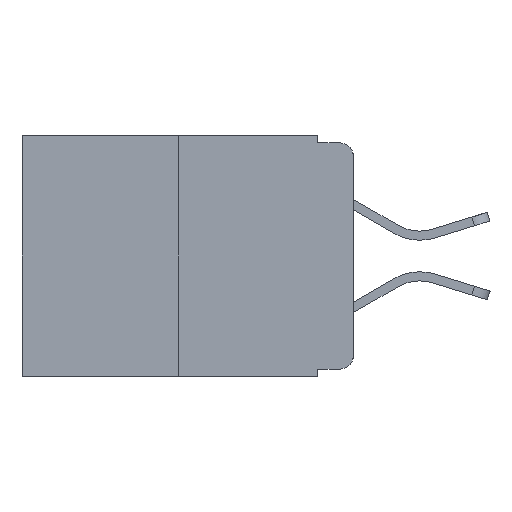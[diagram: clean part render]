
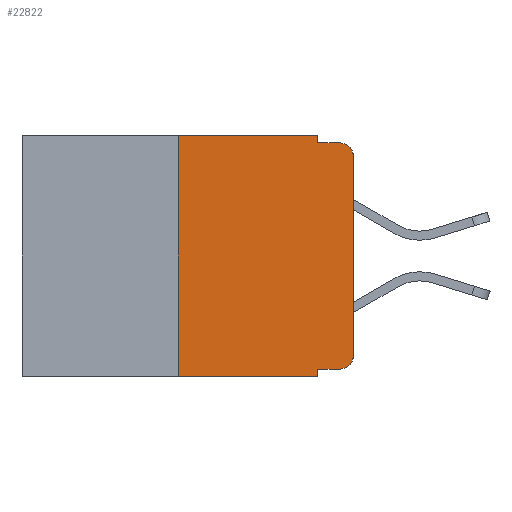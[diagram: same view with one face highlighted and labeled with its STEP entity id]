
A CAD part, left-side view. The second image highlights one B-rep face of the part: STEP entity #22822.
In plain terms, the highlighted planar face has unit normal (-1, 0, 0).
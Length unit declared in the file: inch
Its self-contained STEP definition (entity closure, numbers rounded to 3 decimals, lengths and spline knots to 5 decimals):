
#300 = CIRCLE ( 'NONE', #23672, 0.02 ) ;
#376 = DIRECTION ( 'NONE',  ( -1., 0., 0. ) ) ;
#377 = ORIENTED_EDGE ( 'NONE', *, *, #11835, .T. ) ;
#682 = CIRCLE ( 'NONE', #8483, 0.02 ) ;
#1328 = EDGE_CURVE ( 'NONE', #14295, #6579, #23945, .T. ) ;
#1481 = DIRECTION ( 'NONE',  ( 0., 0., -1. ) ) ;
#1627 = CARTESIAN_POINT ( 'NONE',  ( 0., 0.02, -0.333 ) ) ;
#1655 = CARTESIAN_POINT ( 'NONE',  ( 0., 0., -0.313 ) ) ;
#2104 = VERTEX_POINT ( 'NONE', #12410 ) ;
#2241 = PLANE ( 'NONE',  #2978 ) ;
#2397 = DIRECTION ( 'NONE',  ( 0., -1., 0. ) ) ;
#2978 = AXIS2_PLACEMENT_3D ( 'NONE', #16562, #13191, #7865 ) ;
#3003 = LINE ( 'NONE', #8725, #15950 ) ;
#3237 = DIRECTION ( 'NONE',  ( 0., -1., 0. ) ) ;
#4463 = CARTESIAN_POINT ( 'NONE',  ( 0., 0.473, -0.343 ) ) ;
#5055 = LINE ( 'NONE', #23078, #21073 ) ;
#5542 = VECTOR ( 'NONE', #13770, 39.37008 ) ;
#5812 = VERTEX_POINT ( 'NONE', #13494 ) ;
#6090 = VERTEX_POINT ( 'NONE', #1655 ) ;
#6379 = CARTESIAN_POINT ( 'NONE',  ( 0., 0.051, 0. ) ) ;
#6405 = EDGE_CURVE ( 'NONE', #2104, #18914, #11630, .T. ) ;
#6556 = ORIENTED_EDGE ( 'NONE', *, *, #17559, .F. ) ;
#6579 = VERTEX_POINT ( 'NONE', #1627 ) ;
#6680 = ORIENTED_EDGE ( 'NONE', *, *, #6405, .F. ) ;
#7768 = LINE ( 'NONE', #15529, #15600 ) ;
#7865 = DIRECTION ( 'NONE',  ( 0., 0., -1. ) ) ;
#8483 = AXIS2_PLACEMENT_3D ( 'NONE', #14269, #19770, #1481 ) ;
#8535 = CARTESIAN_POINT ( 'NONE',  ( 0., 0.051, -0.343 ) ) ;
#8627 = LINE ( 'NONE', #12025, #12404 ) ;
#8725 = CARTESIAN_POINT ( 'NONE',  ( 0., 0.051, -0.01 ) ) ;
#8856 = CARTESIAN_POINT ( 'NONE',  ( 0., 0.051, -0.333 ) ) ;
#8932 = VERTEX_POINT ( 'NONE', #8535 ) ;
#8969 = CARTESIAN_POINT ( 'NONE',  ( 0., 0.25, 0. ) ) ;
#9776 = DIRECTION ( 'NONE',  ( 0., 0., -1. ) ) ;
#9826 = CARTESIAN_POINT ( 'NONE',  ( 0., 0.051, 0. ) ) ;
#9848 = ORIENTED_EDGE ( 'NONE', *, *, #1328, .T. ) ;
#9870 = EDGE_CURVE ( 'NONE', #17795, #8932, #17091, .T. ) ;
#10310 = ORIENTED_EDGE ( 'NONE', *, *, #18087, .F. ) ;
#10439 = VECTOR ( 'NONE', #24075, 39.37008 ) ;
#10790 = CARTESIAN_POINT ( 'NONE',  ( 0., 0.02, -0.01 ) ) ;
#11630 = LINE ( 'NONE', #9826, #21445 ) ;
#11751 = DIRECTION ( 'NONE',  ( 0., 0., -1. ) ) ;
#11835 = EDGE_CURVE ( 'NONE', #6579, #6090, #682, .T. ) ;
#12025 = CARTESIAN_POINT ( 'NONE',  ( 0., 0.473, 0. ) ) ;
#12062 = CARTESIAN_POINT ( 'NONE',  ( 0., 0.051, -0.333 ) ) ;
#12172 = EDGE_CURVE ( 'NONE', #5812, #24032, #300, .T. ) ;
#12404 = VECTOR ( 'NONE', #23243, 39.37008 ) ;
#12410 = CARTESIAN_POINT ( 'NONE',  ( 0., 0.051, 0. ) ) ;
#13191 = DIRECTION ( 'NONE',  ( 1., 0., 0. ) ) ;
#13462 = DIRECTION ( 'NONE',  ( 0., 0., 1. ) ) ;
#13494 = CARTESIAN_POINT ( 'NONE',  ( 0., 0., -0.03 ) ) ;
#13517 = EDGE_CURVE ( 'NONE', #21042, #2104, #8627, .T. ) ;
#13770 = DIRECTION ( 'NONE',  ( 0., 0., -1. ) ) ;
#14148 = DIRECTION ( 'NONE',  ( 0., 0., 1. ) ) ;
#14269 = CARTESIAN_POINT ( 'NONE',  ( 0., 0.02, -0.313 ) ) ;
#14295 = VERTEX_POINT ( 'NONE', #12062 ) ;
#15267 = EDGE_CURVE ( 'NONE', #18914, #24032, #3003, .T. ) ;
#15529 = CARTESIAN_POINT ( 'NONE',  ( 0., 0.25, 0. ) ) ;
#15600 = VECTOR ( 'NONE', #13462, 39.37008 ) ;
#15741 = EDGE_CURVE ( 'NONE', #6090, #5812, #5055, .T. ) ;
#15950 = VECTOR ( 'NONE', #3237, 39.37008 ) ;
#16315 = EDGE_LOOP ( 'NONE', ( #19948, #16319, #20583, #6680, #17672, #6556, #23660, #10310, #9848, #377 ) ) ;
#16319 = ORIENTED_EDGE ( 'NONE', *, *, #12172, .T. ) ;
#16562 = CARTESIAN_POINT ( 'NONE',  ( 0., 0.473, 0. ) ) ;
#17091 = LINE ( 'NONE', #4463, #22869 ) ;
#17102 = CARTESIAN_POINT ( 'NONE',  ( 0., 0.051, -0.01 ) ) ;
#17559 = EDGE_CURVE ( 'NONE', #17795, #21042, #7768, .T. ) ;
#17672 = ORIENTED_EDGE ( 'NONE', *, *, #13517, .F. ) ;
#17795 = VERTEX_POINT ( 'NONE', #20352 ) ;
#18087 = EDGE_CURVE ( 'NONE', #14295, #8932, #23051, .T. ) ;
#18882 = CARTESIAN_POINT ( 'NONE',  ( 0., 0.02, -0.03 ) ) ;
#18914 = VERTEX_POINT ( 'NONE', #17102 ) ;
#19770 = DIRECTION ( 'NONE',  ( -1., 0., 0. ) ) ;
#19948 = ORIENTED_EDGE ( 'NONE', *, *, #15741, .T. ) ;
#20352 = CARTESIAN_POINT ( 'NONE',  ( 0., 0.25, -0.343 ) ) ;
#20583 = ORIENTED_EDGE ( 'NONE', *, *, #15267, .F. ) ;
#21042 = VERTEX_POINT ( 'NONE', #8969 ) ;
#21073 = VECTOR ( 'NONE', #14148, 39.37008 ) ;
#21445 = VECTOR ( 'NONE', #11751, 39.37008 ) ;
#22198 = FACE_OUTER_BOUND ( 'NONE', #16315, .T. ) ;
#22822 = ADVANCED_FACE ( 'NONE', ( #22198 ), #2241, .F. ) ;
#22869 = VECTOR ( 'NONE', #2397, 39.37008 ) ;
#23051 = LINE ( 'NONE', #6379, #5542 ) ;
#23078 = CARTESIAN_POINT ( 'NONE',  ( 0., 0., 0. ) ) ;
#23243 = DIRECTION ( 'NONE',  ( 0., -1., 0. ) ) ;
#23660 = ORIENTED_EDGE ( 'NONE', *, *, #9870, .T. ) ;
#23672 = AXIS2_PLACEMENT_3D ( 'NONE', #18882, #376, #9776 ) ;
#23945 = LINE ( 'NONE', #8856, #10439 ) ;
#24032 = VERTEX_POINT ( 'NONE', #10790 ) ;
#24075 = DIRECTION ( 'NONE',  ( 0., -1., 0. ) ) ;
